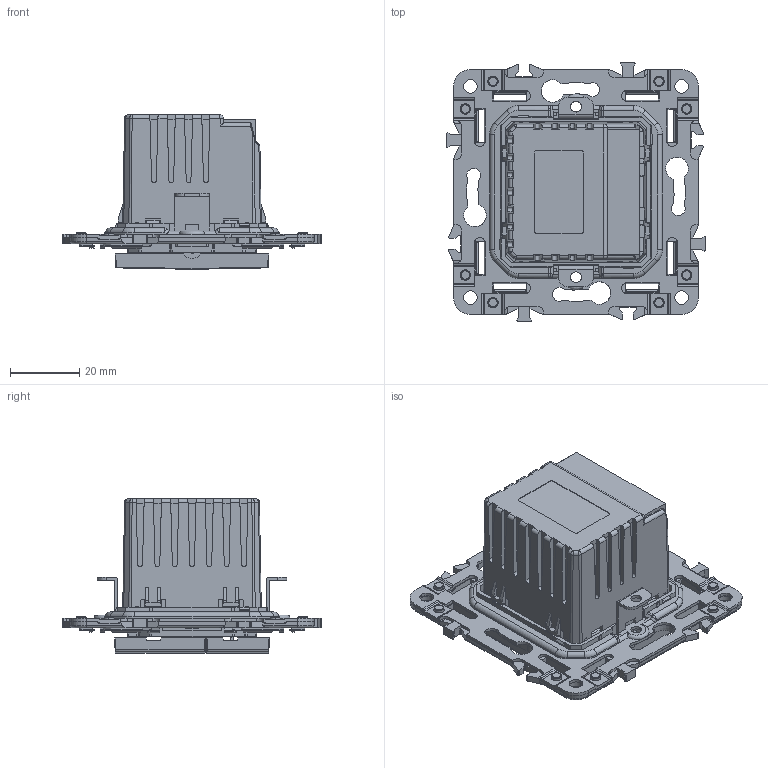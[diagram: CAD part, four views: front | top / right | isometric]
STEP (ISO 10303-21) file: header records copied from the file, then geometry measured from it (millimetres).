
FILE_DESCRIPTION (( 'STEP AP203' ), '1' );
FILE_NAME ('SKANDY Ñâåòîðåã. íàæèì. ñ èíä. 600Âò.STEP', '2025-02-12T12:58:40', ( '' ), ( '' ), 'SwSTEP 2.0', 'SolidWorks 2022', '' );
FILE_SCHEMA (( 'CONFIG_CONTROL_DESIGN' ));
Products named in the file (1): SKANDY Светорег. нажим. с инд. 600Вт
Bounding box: 74.7 x 74.7 x 44.6 mm (x, y, z)
Volume: 67813.4 mm3; surface area: 44108.1 mm2
Topology: 6 solids, 6 shells, 2748 faces, 7870 edges, 5070 vertices
Faces by surface type: plane 1653, cylinder 786, bspline 123, cone 100, torus 76, sphere 10
Entity records: 91150 total; most frequent: CARTESIAN_POINT 21306, ORIENTED_EDGE 15720, DIRECTION 13359, EDGE_CURVE 7860, LINE 5543, VECTOR 5543, VERTEX_POINT 5068, AXIS2_PLACEMENT_3D 3908
